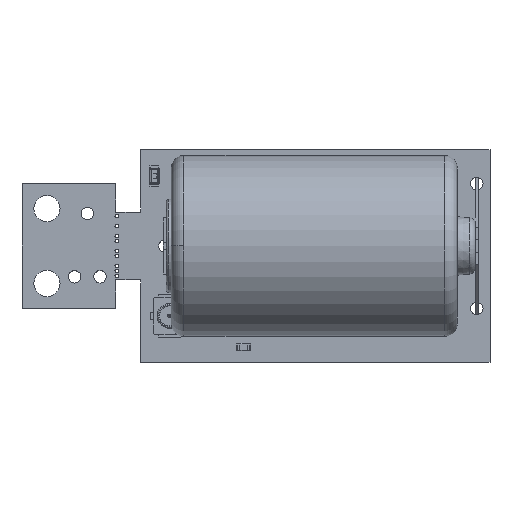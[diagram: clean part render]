
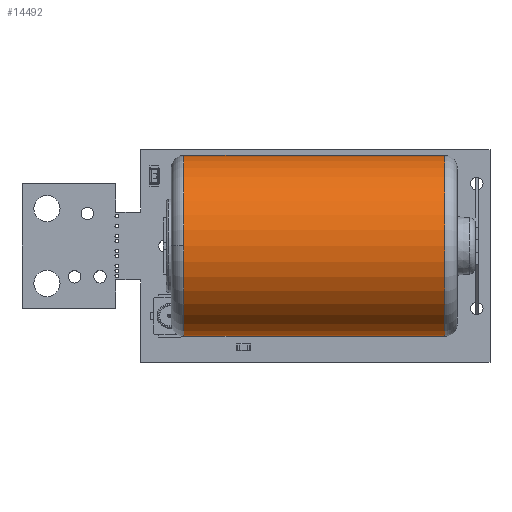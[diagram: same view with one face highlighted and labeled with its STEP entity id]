
A CAD part, top view. The second image highlights one B-rep face of the part: STEP entity #14492.
In plain terms, the highlighted cylindrical face has radius 7.25 mm (diameter 14.5 mm), a partial arc.
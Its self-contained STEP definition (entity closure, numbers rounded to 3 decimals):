
#14492 = ADVANCED_FACE('',(#14493),#14538,.T.);
#14493 = FACE_BOUND('',#14494,.T.);
#14494 = EDGE_LOOP('',(#14495,#14506,#14514,#14523,#14531));
#14495 = ORIENTED_EDGE('',*,*,#14496,.T.);
#14496 = EDGE_CURVE('',#14497,#14499,#14501,.T.);
#14497 = VERTEX_POINT('',#14498);
#14498 = CARTESIAN_POINT('',(21.9,7.25,0.));
#14499 = VERTEX_POINT('',#14500);
#14500 = CARTESIAN_POINT('',(21.9,0.,-7.25));
#14501 = CIRCLE('',#14502,7.25);
#14502 = AXIS2_PLACEMENT_3D('',#14503,#14504,#14505);
#14503 = CARTESIAN_POINT('',(21.9,0.,0.));
#14504 = DIRECTION('',(-1.,0.,0.));
#14505 = DIRECTION('',(0.,0.,1.));
#14506 = ORIENTED_EDGE('',*,*,#14507,.T.);
#14507 = EDGE_CURVE('',#14499,#14508,#14510,.T.);
#14508 = VERTEX_POINT('',#14509);
#14509 = CARTESIAN_POINT('',(1.,0.,-7.25));
#14510 = LINE('',#14511,#14512);
#14511 = CARTESIAN_POINT('',(22.9,0.,-7.25));
#14512 = VECTOR('',#14513,1.);
#14513 = DIRECTION('',(-1.,0.,0.));
#14514 = ORIENTED_EDGE('',*,*,#14515,.T.);
#14515 = EDGE_CURVE('',#14508,#14516,#14518,.T.);
#14516 = VERTEX_POINT('',#14517);
#14517 = CARTESIAN_POINT('',(1.,0.,7.25));
#14518 = CIRCLE('',#14519,7.25);
#14519 = AXIS2_PLACEMENT_3D('',#14520,#14521,#14522);
#14520 = CARTESIAN_POINT('',(1.,0.,0.));
#14521 = DIRECTION('',(1.,0.,0.));
#14522 = DIRECTION('',(0.,0.,1.));
#14523 = ORIENTED_EDGE('',*,*,#14524,.F.);
#14524 = EDGE_CURVE('',#14525,#14516,#14527,.T.);
#14525 = VERTEX_POINT('',#14526);
#14526 = CARTESIAN_POINT('',(21.9,0.,7.25));
#14527 = LINE('',#14528,#14529);
#14528 = CARTESIAN_POINT('',(22.9,0.,7.25));
#14529 = VECTOR('',#14530,1.);
#14530 = DIRECTION('',(-1.,0.,0.));
#14531 = ORIENTED_EDGE('',*,*,#14532,.T.);
#14532 = EDGE_CURVE('',#14525,#14497,#14533,.T.);
#14533 = CIRCLE('',#14534,7.25);
#14534 = AXIS2_PLACEMENT_3D('',#14535,#14536,#14537);
#14535 = CARTESIAN_POINT('',(21.9,0.,0.));
#14536 = DIRECTION('',(-1.,0.,0.));
#14537 = DIRECTION('',(0.,0.,1.));
#14538 = CYLINDRICAL_SURFACE('',#14539,7.25);
#14539 = AXIS2_PLACEMENT_3D('',#14540,#14541,#14542);
#14540 = CARTESIAN_POINT('',(22.9,0.,0.));
#14541 = DIRECTION('',(-1.,0.,0.));
#14542 = DIRECTION('',(0.,0.,1.));
